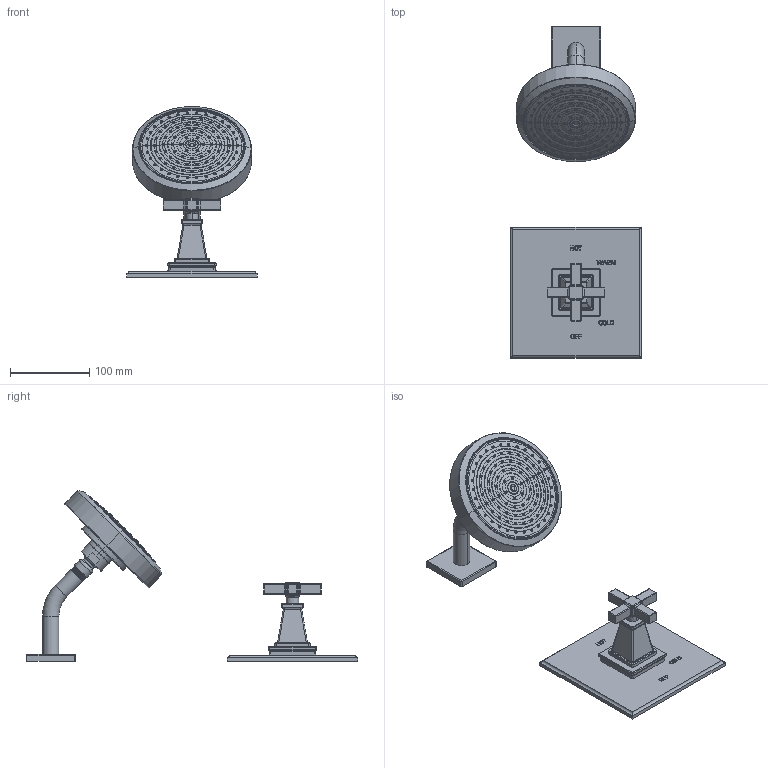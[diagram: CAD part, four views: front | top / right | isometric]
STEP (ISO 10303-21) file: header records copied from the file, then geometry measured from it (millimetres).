
FILE_DESCRIPTION((''),'2;1');
FILE_NAME('3-3154BP','2021-06-01T16:13:04',('jinson.thomas'),(''),'CREO PARAMETRIC BY PTC INC, 2018400','CREO PARAMETRIC BY PTC INC, 2018400','');
FILE_SCHEMA(('CONFIG_CONTROL_DESIGN'));
Length unit declared in the file: inch
Products named in the file (1): 3-3154BP
Bounding box: 165.1 x 418.46 x 215.54 mm (x, y, z)
Volume: 965344.9 mm3; surface area: 149679.8 mm2
Topology: 2 solids, 2 shells, 1373 faces, 3469 edges, 2258 vertices
Faces by surface type: cylinder 345, plane 295, torus 255, cone 191, sphere 130, extrusion 80, bspline 77
Entity records: 52243 total; most frequent: CARTESIAN_POINT 20112, ORIENTED_EDGE 6938, DIRECTION 6307, EDGE_CURVE 3469, AXIS2_PLACEMENT_3D 2484, VERTEX_POINT 2258, EDGE_LOOP 1531, FACE_OUTER_BOUND 1373
